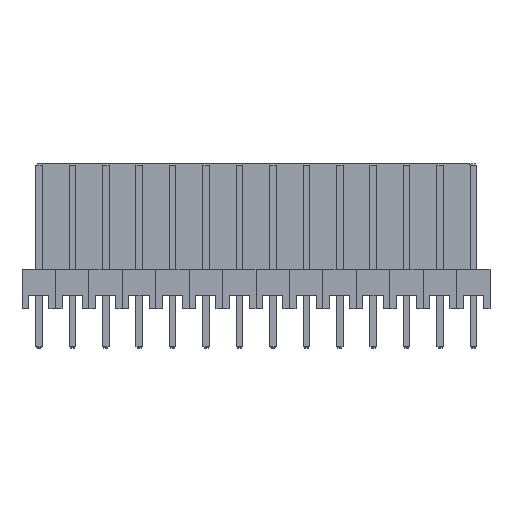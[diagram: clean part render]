
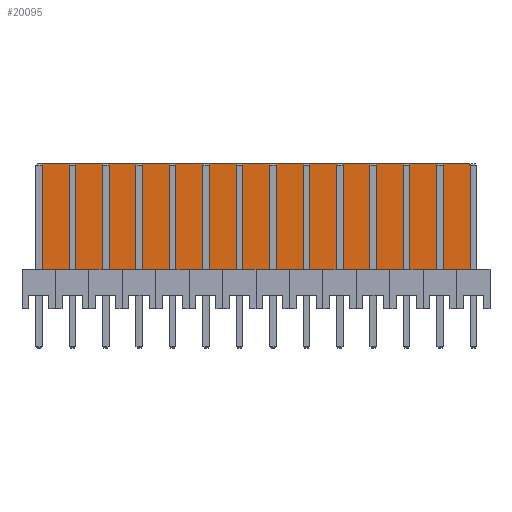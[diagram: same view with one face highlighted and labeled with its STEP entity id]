
A CAD part, front view. The second image highlights one B-rep face of the part: STEP entity #20095.
In plain terms, the highlighted face is planar.
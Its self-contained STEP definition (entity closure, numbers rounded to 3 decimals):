
#19745 = PLANE('',#19746);
#19746 = AXIS2_PLACEMENT_3D('',#19747,#19748,#19749);
#19747 = CARTESIAN_POINT('',(34.22,3.,0.));
#19748 = DIRECTION('',(-1.,0.,0.));
#19749 = DIRECTION('',(0.,1.,0.));
#19770 = VERTEX_POINT('',#19771);
#19771 = CARTESIAN_POINT('',(34.22,3.,1.));
#19785 = PLANE('',#19786);
#19786 = AXIS2_PLACEMENT_3D('',#19787,#19788,#19789);
#19787 = CARTESIAN_POINT('',(1.2,3.,0.));
#19788 = DIRECTION('',(0.,1.,0.));
#19789 = DIRECTION('',(1.,0.,0.));
#19797 = EDGE_CURVE('',#19770,#19798,#19800,.T.);
#19798 = VERTEX_POINT('',#19799);
#19799 = CARTESIAN_POINT('',(34.22,10.7,1.));
#19800 = SURFACE_CURVE('',#19801,(#19805,#19812),.PCURVE_S1.);
#19801 = LINE('',#19802,#19803);
#19802 = CARTESIAN_POINT('',(34.22,3.,1.));
#19803 = VECTOR('',#19804,1.);
#19804 = DIRECTION('',(0.,1.,0.));
#19805 = PCURVE('',#19745,#19806);
#19806 = DEFINITIONAL_REPRESENTATION('',(#19807),#19811);
#19807 = LINE('',#19808,#19809);
#19808 = CARTESIAN_POINT('',(0.,-1.));
#19809 = VECTOR('',#19810,1.);
#19810 = DIRECTION('',(1.,0.));
#19811 = ( GEOMETRIC_REPRESENTATION_CONTEXT(2) 
PARAMETRIC_REPRESENTATION_CONTEXT() REPRESENTATION_CONTEXT('2D SPACE',''
  ) );
#19812 = PCURVE('',#19813,#19818);
#19813 = PLANE('',#19814);
#19814 = AXIS2_PLACEMENT_3D('',#19815,#19816,#19817);
#19815 = CARTESIAN_POINT('',(34.22,3.,1.));
#19816 = DIRECTION('',(0.,0.,-1.));
#19817 = DIRECTION('',(0.,1.,0.));
#19818 = DEFINITIONAL_REPRESENTATION('',(#19819),#19823);
#19819 = LINE('',#19820,#19821);
#19820 = CARTESIAN_POINT('',(0.,0.));
#19821 = VECTOR('',#19822,1.);
#19822 = DIRECTION('',(1.,0.));
#19823 = ( GEOMETRIC_REPRESENTATION_CONTEXT(2) 
PARAMETRIC_REPRESENTATION_CONTEXT() REPRESENTATION_CONTEXT('2D SPACE',''
  ) );
#19839 = CYLINDRICAL_SURFACE('',#19840,0.3);
#19840 = AXIS2_PLACEMENT_3D('',#19841,#19842,#19843);
#19841 = CARTESIAN_POINT('',(33.92,10.7,0.));
#19842 = DIRECTION('',(0.,0.,1.));
#19843 = DIRECTION('',(1.,0.,-0.));
#19894 = PLANE('',#19895);
#19895 = AXIS2_PLACEMENT_3D('',#19896,#19897,#19898);
#19896 = CARTESIAN_POINT('',(1.2,11.,0.));
#19897 = DIRECTION('',(1.,0.,0.));
#19898 = DIRECTION('',(0.,-1.,0.));
#19927 = CYLINDRICAL_SURFACE('',#19928,0.3);
#19928 = AXIS2_PLACEMENT_3D('',#19929,#19930,#19931);
#19929 = CARTESIAN_POINT('',(1.5,10.7,0.));
#19930 = DIRECTION('',(0.,0.,1.));
#19931 = DIRECTION('',(-0.,1.,0.));
#19955 = PLANE('',#19956);
#19956 = AXIS2_PLACEMENT_3D('',#19957,#19958,#19959);
#19957 = CARTESIAN_POINT('',(34.22,11.,0.));
#19958 = DIRECTION('',(0.,-1.,0.));
#19959 = DIRECTION('',(-1.,0.,0.));
#19998 = VERTEX_POINT('',#19999);
#19999 = CARTESIAN_POINT('',(33.92,11.,1.));
#20020 = EDGE_CURVE('',#19798,#19998,#20021,.T.);
#20021 = SURFACE_CURVE('',#20022,(#20027,#20034),.PCURVE_S1.);
#20022 = CIRCLE('',#20023,0.3);
#20023 = AXIS2_PLACEMENT_3D('',#20024,#20025,#20026);
#20024 = CARTESIAN_POINT('',(33.92,10.7,1.));
#20025 = DIRECTION('',(0.,0.,1.));
#20026 = DIRECTION('',(0.,-1.,0.));
#20027 = PCURVE('',#19839,#20028);
#20028 = DEFINITIONAL_REPRESENTATION('',(#20029),#20033);
#20029 = LINE('',#20030,#20031);
#20030 = CARTESIAN_POINT('',(-1.571,1.));
#20031 = VECTOR('',#20032,1.);
#20032 = DIRECTION('',(1.,0.));
#20033 = ( GEOMETRIC_REPRESENTATION_CONTEXT(2) 
PARAMETRIC_REPRESENTATION_CONTEXT() REPRESENTATION_CONTEXT('2D SPACE',''
  ) );
#20034 = PCURVE('',#19813,#20035);
#20035 = DEFINITIONAL_REPRESENTATION('',(#20036),#20044);
#20036 = ( BOUNDED_CURVE() B_SPLINE_CURVE(2,(#20037,#20038,#20039,#20040
    ,#20041,#20042,#20043),.UNSPECIFIED.,.F.,.F.) 
B_SPLINE_CURVE_WITH_KNOTS((1,2,2,2,2,1),(-2.094,0.,
    2.094,4.189,6.283,8.378),
.UNSPECIFIED.) CURVE() GEOMETRIC_REPRESENTATION_ITEM() 
RATIONAL_B_SPLINE_CURVE((1.,0.5,1.,0.5,1.,0.5,1.)) REPRESENTATION_ITEM(
  '') );
#20037 = CARTESIAN_POINT('',(7.4,-0.3));
#20038 = CARTESIAN_POINT('',(7.4,0.22));
#20039 = CARTESIAN_POINT('',(7.85,-0.04));
#20040 = CARTESIAN_POINT('',(8.3,-0.3));
#20041 = CARTESIAN_POINT('',(7.85,-0.56));
#20042 = CARTESIAN_POINT('',(7.4,-0.82));
#20043 = CARTESIAN_POINT('',(7.4,-0.3));
#20044 = ( GEOMETRIC_REPRESENTATION_CONTEXT(2) 
PARAMETRIC_REPRESENTATION_CONTEXT() REPRESENTATION_CONTEXT('2D SPACE',''
  ) );
#20051 = VERTEX_POINT('',#20052);
#20052 = CARTESIAN_POINT('',(1.2,3.,1.));
#20073 = EDGE_CURVE('',#20051,#19770,#20074,.T.);
#20074 = SURFACE_CURVE('',#20075,(#20079,#20086),.PCURVE_S1.);
#20075 = LINE('',#20076,#20077);
#20076 = CARTESIAN_POINT('',(1.2,3.,1.));
#20077 = VECTOR('',#20078,1.);
#20078 = DIRECTION('',(1.,0.,0.));
#20079 = PCURVE('',#19785,#20080);
#20080 = DEFINITIONAL_REPRESENTATION('',(#20081),#20085);
#20081 = LINE('',#20082,#20083);
#20082 = CARTESIAN_POINT('',(0.,-1.));
#20083 = VECTOR('',#20084,1.);
#20084 = DIRECTION('',(1.,0.));
#20085 = ( GEOMETRIC_REPRESENTATION_CONTEXT(2) 
PARAMETRIC_REPRESENTATION_CONTEXT() REPRESENTATION_CONTEXT('2D SPACE',''
  ) );
#20086 = PCURVE('',#19813,#20087);
#20087 = DEFINITIONAL_REPRESENTATION('',(#20088),#20092);
#20088 = LINE('',#20089,#20090);
#20089 = CARTESIAN_POINT('',(0.,-33.02));
#20090 = VECTOR('',#20091,1.);
#20091 = DIRECTION('',(0.,1.));
#20092 = ( GEOMETRIC_REPRESENTATION_CONTEXT(2) 
PARAMETRIC_REPRESENTATION_CONTEXT() REPRESENTATION_CONTEXT('2D SPACE',''
  ) );
#20095 = ADVANCED_FACE('',(#20096),#19813,.F.);
#20096 = FACE_BOUND('',#20097,.F.);
#20097 = EDGE_LOOP('',(#20098,#20099,#20100,#20123,#20151,#20172));
#20098 = ORIENTED_EDGE('',*,*,#19797,.F.);
#20099 = ORIENTED_EDGE('',*,*,#20073,.F.);
#20100 = ORIENTED_EDGE('',*,*,#20101,.F.);
#20101 = EDGE_CURVE('',#20102,#20051,#20104,.T.);
#20102 = VERTEX_POINT('',#20103);
#20103 = CARTESIAN_POINT('',(1.2,10.7,1.));
#20104 = SURFACE_CURVE('',#20105,(#20109,#20116),.PCURVE_S1.);
#20105 = LINE('',#20106,#20107);
#20106 = CARTESIAN_POINT('',(1.2,11.,1.));
#20107 = VECTOR('',#20108,1.);
#20108 = DIRECTION('',(0.,-1.,0.));
#20109 = PCURVE('',#19813,#20110);
#20110 = DEFINITIONAL_REPRESENTATION('',(#20111),#20115);
#20111 = LINE('',#20112,#20113);
#20112 = CARTESIAN_POINT('',(8.,-33.02));
#20113 = VECTOR('',#20114,1.);
#20114 = DIRECTION('',(-1.,0.));
#20115 = ( GEOMETRIC_REPRESENTATION_CONTEXT(2) 
PARAMETRIC_REPRESENTATION_CONTEXT() REPRESENTATION_CONTEXT('2D SPACE',''
  ) );
#20116 = PCURVE('',#19894,#20117);
#20117 = DEFINITIONAL_REPRESENTATION('',(#20118),#20122);
#20118 = LINE('',#20119,#20120);
#20119 = CARTESIAN_POINT('',(0.,-1.));
#20120 = VECTOR('',#20121,1.);
#20121 = DIRECTION('',(1.,0.));
#20122 = ( GEOMETRIC_REPRESENTATION_CONTEXT(2) 
PARAMETRIC_REPRESENTATION_CONTEXT() REPRESENTATION_CONTEXT('2D SPACE',''
  ) );
#20123 = ORIENTED_EDGE('',*,*,#20124,.F.);
#20124 = EDGE_CURVE('',#20125,#20102,#20127,.T.);
#20125 = VERTEX_POINT('',#20126);
#20126 = CARTESIAN_POINT('',(1.5,11.,1.));
#20127 = SURFACE_CURVE('',#20128,(#20133,#20144),.PCURVE_S1.);
#20128 = CIRCLE('',#20129,0.3);
#20129 = AXIS2_PLACEMENT_3D('',#20130,#20131,#20132);
#20130 = CARTESIAN_POINT('',(1.5,10.7,1.));
#20131 = DIRECTION('',(0.,0.,1.));
#20132 = DIRECTION('',(0.,-1.,0.));
#20133 = PCURVE('',#19813,#20134);
#20134 = DEFINITIONAL_REPRESENTATION('',(#20135),#20143);
#20135 = ( BOUNDED_CURVE() B_SPLINE_CURVE(2,(#20136,#20137,#20138,#20139
    ,#20140,#20141,#20142),.UNSPECIFIED.,.F.,.F.) 
B_SPLINE_CURVE_WITH_KNOTS((1,2,2,2,2,1),(-2.094,0.,
    2.094,4.189,6.283,8.378),
.UNSPECIFIED.) CURVE() GEOMETRIC_REPRESENTATION_ITEM() 
RATIONAL_B_SPLINE_CURVE((1.,0.5,1.,0.5,1.,0.5,1.)) REPRESENTATION_ITEM(
  '') );
#20136 = CARTESIAN_POINT('',(7.4,-32.72));
#20137 = CARTESIAN_POINT('',(7.4,-32.2));
#20138 = CARTESIAN_POINT('',(7.85,-32.46));
#20139 = CARTESIAN_POINT('',(8.3,-32.72));
#20140 = CARTESIAN_POINT('',(7.85,-32.98));
#20141 = CARTESIAN_POINT('',(7.4,-33.24));
#20142 = CARTESIAN_POINT('',(7.4,-32.72));
#20143 = ( GEOMETRIC_REPRESENTATION_CONTEXT(2) 
PARAMETRIC_REPRESENTATION_CONTEXT() REPRESENTATION_CONTEXT('2D SPACE',''
  ) );
#20144 = PCURVE('',#19927,#20145);
#20145 = DEFINITIONAL_REPRESENTATION('',(#20146),#20150);
#20146 = LINE('',#20147,#20148);
#20147 = CARTESIAN_POINT('',(-3.142,1.));
#20148 = VECTOR('',#20149,1.);
#20149 = DIRECTION('',(1.,0.));
#20150 = ( GEOMETRIC_REPRESENTATION_CONTEXT(2) 
PARAMETRIC_REPRESENTATION_CONTEXT() REPRESENTATION_CONTEXT('2D SPACE',''
  ) );
#20151 = ORIENTED_EDGE('',*,*,#20152,.F.);
#20152 = EDGE_CURVE('',#19998,#20125,#20153,.T.);
#20153 = SURFACE_CURVE('',#20154,(#20158,#20165),.PCURVE_S1.);
#20154 = LINE('',#20155,#20156);
#20155 = CARTESIAN_POINT('',(34.22,11.,1.));
#20156 = VECTOR('',#20157,1.);
#20157 = DIRECTION('',(-1.,0.,0.));
#20158 = PCURVE('',#19813,#20159);
#20159 = DEFINITIONAL_REPRESENTATION('',(#20160),#20164);
#20160 = LINE('',#20161,#20162);
#20161 = CARTESIAN_POINT('',(8.,0.));
#20162 = VECTOR('',#20163,1.);
#20163 = DIRECTION('',(0.,-1.));
#20164 = ( GEOMETRIC_REPRESENTATION_CONTEXT(2) 
PARAMETRIC_REPRESENTATION_CONTEXT() REPRESENTATION_CONTEXT('2D SPACE',''
  ) );
#20165 = PCURVE('',#19955,#20166);
#20166 = DEFINITIONAL_REPRESENTATION('',(#20167),#20171);
#20167 = LINE('',#20168,#20169);
#20168 = CARTESIAN_POINT('',(0.,-1.));
#20169 = VECTOR('',#20170,1.);
#20170 = DIRECTION('',(1.,0.));
#20171 = ( GEOMETRIC_REPRESENTATION_CONTEXT(2) 
PARAMETRIC_REPRESENTATION_CONTEXT() REPRESENTATION_CONTEXT('2D SPACE',''
  ) );
#20172 = ORIENTED_EDGE('',*,*,#20020,.F.);
